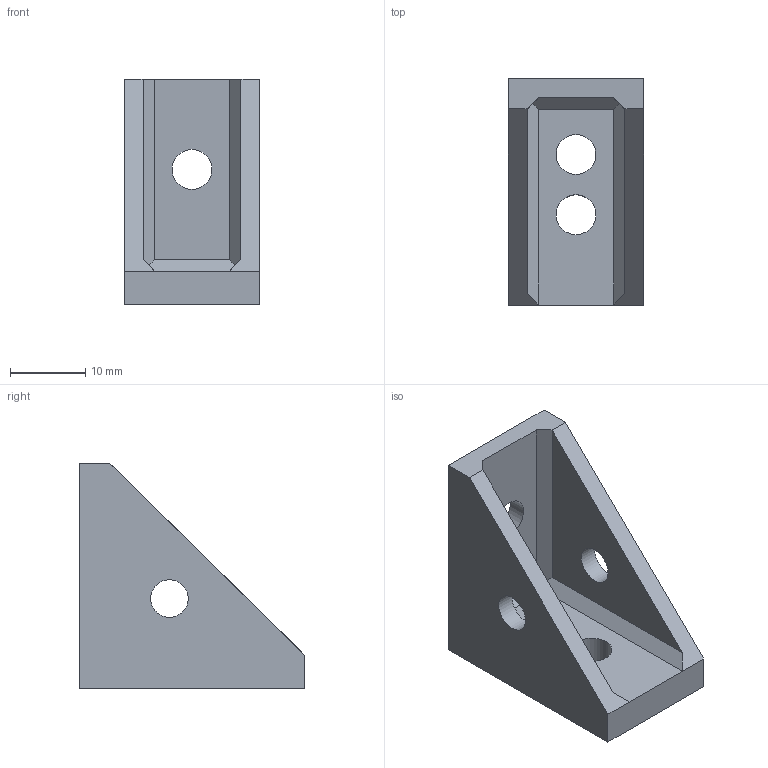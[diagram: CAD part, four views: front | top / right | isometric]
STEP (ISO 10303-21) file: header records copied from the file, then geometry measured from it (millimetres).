
FILE_DESCRIPTION(/* description */ (''),/* implementation_level */ '2;1');
FILE_NAME(/* name */ '2020_CornerBracket_18mm.step',/* time_stamp */ '2022-10-01T22:55:11+09:00',/* author */ (''),/* organization */ (''),/* preprocessor_version */ 'ST-DEVELOPER v19',/* originating_system */ 'Autodesk Translation Framework v11.7.0.108',/* authorisation */ '');
FILE_SCHEMA (('AUTOMOTIVE_DESIGN { 1 0 10303 214 3 1 1 }'));
Length unit declared in the file: millimetre
Products named in the file (1): 2020_CornerBracket_18mm
Bounding box: 18 x 30 x 30 mm (x, y, z)
Volume: 5202 mm3; surface area: 3919.3 mm2
Topology: 1 solids, 1 shells, 22 faces, 56 edges, 36 vertices
Faces by surface type: plane 17, cylinder 5
Full cylindrical faces by diameter (mm): 5 x2, 5.3 x3
Entity records: 711 total; most frequent: CARTESIAN_POINT 115, ORIENTED_EDGE 112, DIRECTION 112, EDGE_CURVE 56, LINE 46, VECTOR 46, VERTEX_POINT 36, AXIS2_PLACEMENT_3D 33
